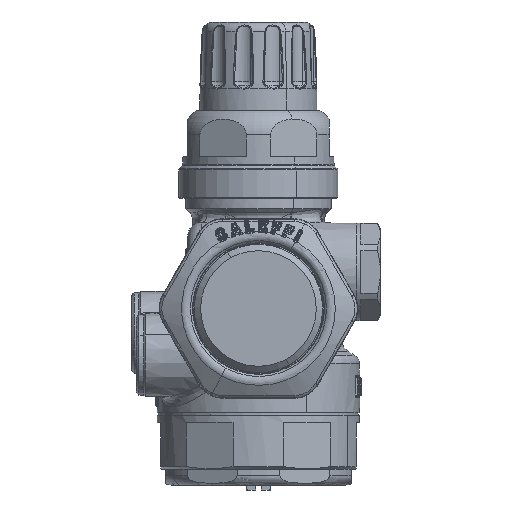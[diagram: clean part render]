
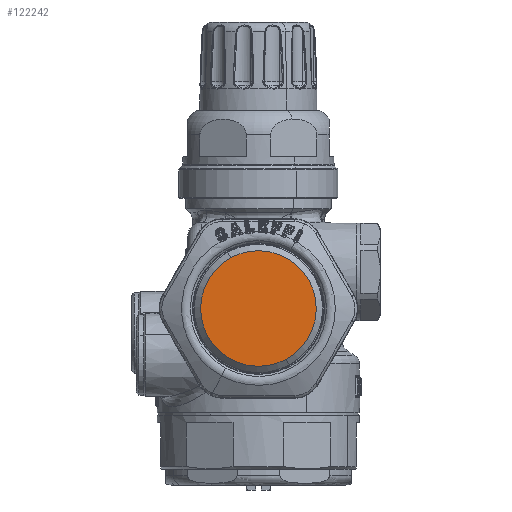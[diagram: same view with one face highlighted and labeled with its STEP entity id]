
A CAD part, front view. The second image highlights one B-rep face of the part: STEP entity #122242.
In plain terms, the highlighted planar face has unit normal (0, -1, 0).
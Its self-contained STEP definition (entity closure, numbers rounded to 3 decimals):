
#122219=CARTESIAN_POINT('Axis2P3D Location',(0.,-66.5,-11.85)) ;
#122224=CARTESIAN_POINT('Axis2P3D Location',(0.,-66.5,0.)) ;
#122228=CARTESIAN_POINT('Vertex',(-5.681,-66.5,10.399)) ;
#122230=CARTESIAN_POINT('Vertex',(5.681,-66.5,-10.399)) ;
#122233=CARTESIAN_POINT('Axis2P3D Location',(0.,-66.5,0.)) ;
#122220=DIRECTION('Axis2P3D Direction',(0.,-1.,0.)) ;
#122221=DIRECTION('Axis2P3D XDirection',(1.,0.,0.)) ;
#122225=DIRECTION('Axis2P3D Direction',(0.,-1.,0.)) ;
#122234=DIRECTION('Axis2P3D Direction',(0.,-1.,0.)) ;
#122222=AXIS2_PLACEMENT_3D('Plane Axis2P3D',#122219,#122220,#122221) ;
#122226=AXIS2_PLACEMENT_3D('Circle Axis2P3D',#122224,#122225,$) ;
#122235=AXIS2_PLACEMENT_3D('Circle Axis2P3D',#122233,#122234,$) ;
#122227=CIRCLE('generated circle',#122226,11.85) ;
#122236=CIRCLE('generated circle',#122235,11.85) ;
#122223=PLANE('',#122222) ;
#122232=EDGE_CURVE('',#122229,#122231,#122227,.T.) ;
#122237=EDGE_CURVE('',#122231,#122229,#122236,.T.) ;
#122239=ORIENTED_EDGE('',*,*,#122232,.T.) ;
#122240=ORIENTED_EDGE('',*,*,#122237,.T.) ;
#122238=EDGE_LOOP('',(#122239,#122240)) ;
#122229=VERTEX_POINT('',#122228) ;
#122231=VERTEX_POINT('',#122230) ;
#122242=ADVANCED_FACE('PartBody',(#122241),#122223,.T.) ;
#122241=FACE_OUTER_BOUND('',#122238,.T.) ;
